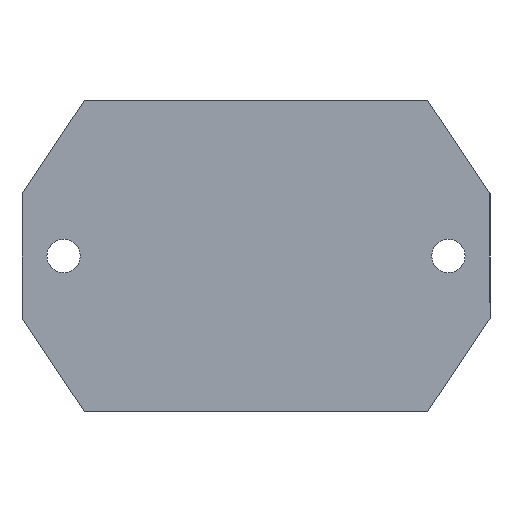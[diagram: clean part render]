
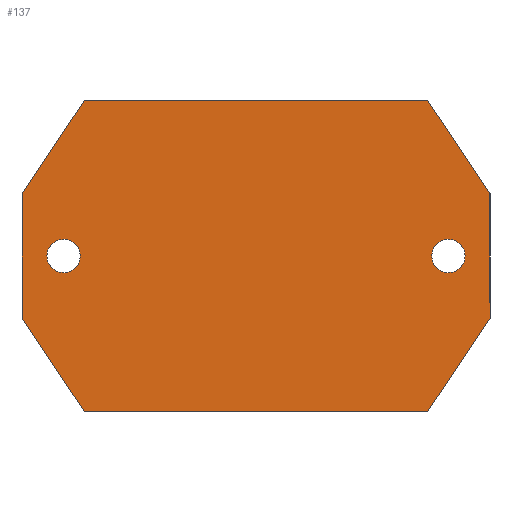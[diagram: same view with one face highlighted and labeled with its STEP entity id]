
A CAD part, left-side view. The second image highlights one B-rep face of the part: STEP entity #137.
In plain terms, the highlighted planar face has unit normal (-1, 0, 0).
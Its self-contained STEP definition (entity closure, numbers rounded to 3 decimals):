
#28 = ORIENTED_EDGE ( 'NONE', *, *, #29, .T. ) ;
#29 = EDGE_CURVE ( 'NONE', #1288, #1287, #269, .T. ) ;
#30 = ORIENTED_EDGE ( 'NONE', *, *, #1286, .T. ) ;
#31 = EDGE_LOOP ( 'NONE', ( #32, #33, #34, #35, #36, #39, #143, #145 ) ) ;
#32 = ORIENTED_EDGE ( 'NONE', *, *, #136, .F. ) ;
#33 = ORIENTED_EDGE ( 'NONE', *, *, #1153, .F. ) ;
#34 = ORIENTED_EDGE ( 'NONE', *, *, #302, .F. ) ;
#35 = ORIENTED_EDGE ( 'NONE', *, *, #348, .F. ) ;
#36 = ORIENTED_EDGE ( 'NONE', *, *, #37, .T. ) ;
#37 = EDGE_CURVE ( 'NONE', #345, #38, #265, .T. ) ;
#38 = VERTEX_POINT ( 'NONE', #261 ) ;
#39 = ORIENTED_EDGE ( 'NONE', *, *, #142, .T. ) ;
#40 = VERTEX_POINT ( 'NONE', #260 ) ;
#136 = EDGE_CURVE ( 'NONE', #1154, #1283, #800, .T. ) ;
#137 = ADVANCED_FACE ( 'NONE', ( #796, #795, #794 ), #793, .F. ) ;
#138 = EDGE_LOOP ( 'NONE', ( #28, #30 ) ) ;
#142 = EDGE_CURVE ( 'NONE', #38, #40, #849, .T. ) ;
#143 = ORIENTED_EDGE ( 'NONE', *, *, #144, .T. ) ;
#144 = EDGE_CURVE ( 'NONE', #40, #1284, #845, .T. ) ;
#145 = ORIENTED_EDGE ( 'NONE', *, *, #1282, .F. ) ;
#146 = EDGE_LOOP ( 'NONE', ( #147, #148 ) ) ;
#147 = ORIENTED_EDGE ( 'NONE', *, *, #1304, .F. ) ;
#148 = ORIENTED_EDGE ( 'NONE', *, *, #149, .F. ) ;
#149 = EDGE_CURVE ( 'NONE', #1306, #1305, #841, .T. ) ;
#210 = CARTESIAN_POINT ( 'NONE',  ( 0., 18.5, 0. ) ) ;
#260 = CARTESIAN_POINT ( 'NONE',  ( 0., -22.5, 6. ) ) ;
#261 = CARTESIAN_POINT ( 'NONE',  ( 0., -22.5, -6. ) ) ;
#262 = DIRECTION ( 'NONE',  ( 0., -0.555, 0.832 ) ) ;
#263 = VECTOR ( 'NONE', #262, 1000. ) ;
#264 = CARTESIAN_POINT ( 'NONE',  ( 0., -25.269, -1.846 ) ) ;
#265 = LINE ( 'NONE', #264, #263 ) ;
#266 = DIRECTION ( 'NONE',  ( 0., 0., -1. ) ) ;
#267 = DIRECTION ( 'NONE',  ( 1., 0., 0. ) ) ;
#268 = AXIS2_PLACEMENT_3D ( 'NONE', #210, #267, #266 ) ;
#269 = CIRCLE ( 'NONE', #268, 1.6 ) ;
#302 = EDGE_CURVE ( 'NONE', #349, #1151, #963, .T. ) ;
#345 = VERTEX_POINT ( 'NONE', #921 ) ;
#348 = EDGE_CURVE ( 'NONE', #345, #349, #920, .T. ) ;
#349 = VERTEX_POINT ( 'NONE', #916 ) ;
#608 = DIRECTION ( 'NONE',  ( 0., 0., -1. ) ) ;
#609 = DIRECTION ( 'NONE',  ( 1., 0., 0. ) ) ;
#610 = CARTESIAN_POINT ( 'NONE',  ( 0., 18.5, 0. ) ) ;
#611 = AXIS2_PLACEMENT_3D ( 'NONE', #610, #609, #608 ) ;
#612 = CIRCLE ( 'NONE', #611, 1.6 ) ;
#613 = CIRCLE ( 'NONE', #752, 1.6 ) ;
#614 = CARTESIAN_POINT ( 'NONE',  ( 0., -16.5, 15. ) ) ;
#615 = CARTESIAN_POINT ( 'NONE',  ( 0., 16.5, 15. ) ) ;
#616 = DIRECTION ( 'NONE',  ( 0., -1., 0. ) ) ;
#617 = VECTOR ( 'NONE', #616, 1000. ) ;
#618 = CARTESIAN_POINT ( 'NONE',  ( 0., 22.5, 15. ) ) ;
#619 = LINE ( 'NONE', #618, #617 ) ;
#749 = CARTESIAN_POINT ( 'NONE',  ( 0., 18.5, -1.6 ) ) ;
#750 = CARTESIAN_POINT ( 'NONE',  ( 0., 18.5, 1.6 ) ) ;
#751 = DIRECTION ( 'NONE',  ( 0., 0., -1. ) ) ;
#752 = AXIS2_PLACEMENT_3D ( 'NONE', #766, #754, #751 ) ;
#754 = DIRECTION ( 'NONE',  ( -1., 0., 0. ) ) ;
#766 = CARTESIAN_POINT ( 'NONE',  ( 0., -18.5, 0. ) ) ;
#789 = DIRECTION ( 'NONE',  ( 0., 0., -1. ) ) ;
#790 = DIRECTION ( 'NONE',  ( 1., 0., 0. ) ) ;
#791 = CARTESIAN_POINT ( 'NONE',  ( 0., 0., 15. ) ) ;
#792 = AXIS2_PLACEMENT_3D ( 'NONE', #791, #790, #789 ) ;
#793 = PLANE ( 'NONE',  #792 ) ;
#794 = FACE_BOUND ( 'NONE', #146, .T. ) ;
#795 = FACE_OUTER_BOUND ( 'NONE', #31, .T. ) ;
#796 = FACE_BOUND ( 'NONE', #138, .T. ) ;
#797 = DIRECTION ( 'NONE',  ( 0., -0.555, 0.832 ) ) ;
#798 = VECTOR ( 'NONE', #797, 1000. ) ;
#799 = CARTESIAN_POINT ( 'NONE',  ( 0., 11.423, 22.615 ) ) ;
#800 = LINE ( 'NONE', #799, #798 ) ;
#837 = DIRECTION ( 'NONE',  ( 0., 0., -1. ) ) ;
#838 = DIRECTION ( 'NONE',  ( -1., 0., 0. ) ) ;
#839 = CARTESIAN_POINT ( 'NONE',  ( 0., -18.5, 0. ) ) ;
#840 = AXIS2_PLACEMENT_3D ( 'NONE', #839, #838, #837 ) ;
#841 = CIRCLE ( 'NONE', #840, 1.6 ) ;
#842 = DIRECTION ( 'NONE',  ( 0., 0.555, 0.832 ) ) ;
#843 = VECTOR ( 'NONE', #842, 1000. ) ;
#844 = CARTESIAN_POINT ( 'NONE',  ( 0., -11.423, 22.615 ) ) ;
#845 = LINE ( 'NONE', #844, #843 ) ;
#846 = DIRECTION ( 'NONE',  ( 0., 0., 1. ) ) ;
#847 = VECTOR ( 'NONE', #846, 1000. ) ;
#848 = CARTESIAN_POINT ( 'NONE',  ( 0., -22.5, 15. ) ) ;
#849 = LINE ( 'NONE', #848, #847 ) ;
#886 = CARTESIAN_POINT ( 'NONE',  ( 0., 22.5, 6. ) ) ;
#887 = DIRECTION ( 'NONE',  ( 0., 0., 1. ) ) ;
#888 = VECTOR ( 'NONE', #887, 1000. ) ;
#889 = CARTESIAN_POINT ( 'NONE',  ( 0., 22.5, 15. ) ) ;
#890 = LINE ( 'NONE', #889, #888 ) ;
#891 = CARTESIAN_POINT ( 'NONE',  ( 0., 22.5, -6. ) ) ;
#916 = CARTESIAN_POINT ( 'NONE',  ( 0., 16.5, -15. ) ) ;
#917 = DIRECTION ( 'NONE',  ( 0., 1., 0. ) ) ;
#918 = VECTOR ( 'NONE', #917, 1000. ) ;
#919 = CARTESIAN_POINT ( 'NONE',  ( 0., 22.5, -15. ) ) ;
#920 = LINE ( 'NONE', #919, #918 ) ;
#921 = CARTESIAN_POINT ( 'NONE',  ( 0., -16.5, -15. ) ) ;
#960 = DIRECTION ( 'NONE',  ( 0., 0.555, 0.832 ) ) ;
#961 = VECTOR ( 'NONE', #960, 1000. ) ;
#962 = CARTESIAN_POINT ( 'NONE',  ( 0., 25.269, -1.846 ) ) ;
#963 = LINE ( 'NONE', #962, #961 ) ;
#1074 = CARTESIAN_POINT ( 'NONE',  ( 0., -18.5, 1.6 ) ) ;
#1075 = CARTESIAN_POINT ( 'NONE',  ( 0., -18.5, -1.6 ) ) ;
#1151 = VERTEX_POINT ( 'NONE', #891 ) ;
#1153 = EDGE_CURVE ( 'NONE', #1151, #1154, #890, .T. ) ;
#1154 = VERTEX_POINT ( 'NONE', #886 ) ;
#1282 = EDGE_CURVE ( 'NONE', #1283, #1284, #619, .T. ) ;
#1283 = VERTEX_POINT ( 'NONE', #615 ) ;
#1284 = VERTEX_POINT ( 'NONE', #614 ) ;
#1286 = EDGE_CURVE ( 'NONE', #1287, #1288, #612, .T. ) ;
#1287 = VERTEX_POINT ( 'NONE', #750 ) ;
#1288 = VERTEX_POINT ( 'NONE', #749 ) ;
#1304 = EDGE_CURVE ( 'NONE', #1305, #1306, #613, .T. ) ;
#1305 = VERTEX_POINT ( 'NONE', #1075 ) ;
#1306 = VERTEX_POINT ( 'NONE', #1074 ) ;
